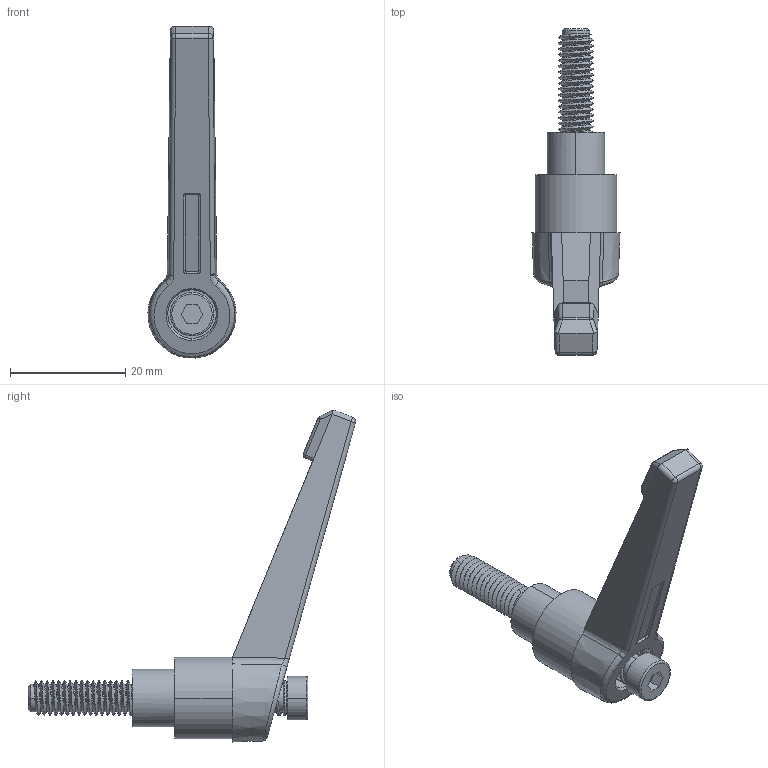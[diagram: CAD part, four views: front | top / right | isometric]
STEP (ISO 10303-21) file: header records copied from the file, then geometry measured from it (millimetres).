
FILE_DESCRIPTION((''),'2;1');
FILE_NAME('M6-16_ASM','2020-10-28T',('Administrator'),(''),'CREO PARAMETRIC BY PTC INC, 2015290','CREO PARAMETRIC BY PTC INC, 2015290','');
FILE_SCHEMA(('CONFIG_CONTROL_DESIGN'));
Length unit declared in the file: millimetre
Products named in the file (5): M6-16_A1; M6-16_A2; M4X14_HMZ; SPRING_6X8; M6-16_ASM
Assembly tree (4 placements, depth 2):
  M6-16_ASM
    M6-16_A1
    M6-16_A2
    M4X14_HMZ
    SPRING_6X8
Bounding box: 15.29 x 56.8 x 57.62 mm (x, y, z)
Volume: 5301.8 mm3; surface area: 5298.6 mm2
Topology: 4 solids, 4 shells, 301 faces, 791 edges, 504 vertices
Faces by surface type: cylinder 130, plane 92, bspline 50, cone 19, torus 6, sphere 4
Entity records: 19271 total; most frequent: CARTESIAN_POINT 12367, ORIENTED_EDGE 1578, DIRECTION 1167, EDGE_CURVE 789, VERTEX_POINT 504, AXIS2_PLACEMENT_3D 414, VECTOR 339, LINE 339
